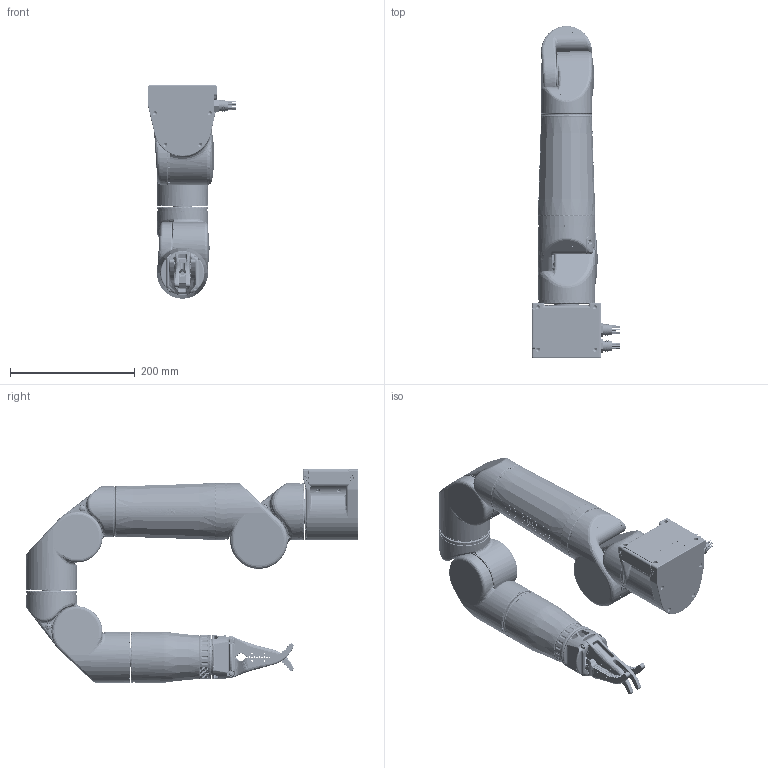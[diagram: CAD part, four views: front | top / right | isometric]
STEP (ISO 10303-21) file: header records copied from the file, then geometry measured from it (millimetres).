
FILE_DESCRIPTION (( 'STEP AP214' ), '1' );
FILE_NAME ('RB-7001-Def.STEP', '2022-04-05T04:08:20', ( '' ), ( '' ), 'SwSTEP 2.0', 'SolidWorks 2019', '' );
FILE_SCHEMA (( 'AUTOMOTIVE_DESIGN' ));
Length unit declared in the file: millimetre
Products named in the file (12): RB-1041_link_defeatured; RS2-1019_defeatured; RS2-1026_defeatured; RB-1041_large_defeatured; RS2-1013-1030-1026_defeatured; RS2-1023-1038_defeatured; RB-7001-Def; RS2-1023_defeatured; RB-1041_small_defeatured; RS2-1038-pushrod_deafeatured; RS2-1038_defeatured; RS2-1013_defeatured
Assembly tree (14 placements, depth 2):
  RB-7001-Def
    RS2-1019_defeatured
    RS2-1013_defeatured
    RS2-1013-1030-1026_defeatured
    RS2-1026_defeatured
    RS2-1023_defeatured
    RS2-1023-1038_defeatured
    RS2-1038_defeatured
    RB-1041_large_defeatured
    RB-1041_link_defeatured  x4
    RB-1041_small_defeatured
    RS2-1038-pushrod_deafeatured
Bounding box: 141.91 x 532.09 x 341.75 mm (x, y, z)
Volume: 5702785.5 mm3; surface area: 504890.3 mm2
Topology: 17 solids, 64 shells, 8483 faces, 20318 edges, 11953 vertices
Faces by surface type: plane 4043, cylinder 1776, bspline 1380, cone 900, torus 324, sphere 60
Full cylindrical faces by diameter (mm): 2 x9, 2.5 x10, 2.7 x4, 3 x4, 3.1 x2, 3.2 x8, 3.3 x99, 3.4 x2, 4 x26, 4.05 x4, 4.7 x4, 5.35 x4, 5.6 x1, 6 x24, 6.05 x14, 6.1 x2, 6.3 x2, 6.4 x1, 6.8 x15, 8 x16, 9.5 x6, 9.921 x6, 10 x6, 10.2 x5, 10.3 x3, 12 x20, 12.5 x6, 12.7 x2, 16 x3, 17.1 x2
Entity records: 355090 total; most frequent: CARTESIAN_POINT 162429, ORIENTED_EDGE 37408, DIRECTION 30640, EDGE_CURVE 18704, VERTEX_POINT 11169, AXIS2_PLACEMENT_3D 10854, EDGE_LOOP 8953, VECTOR 8932
